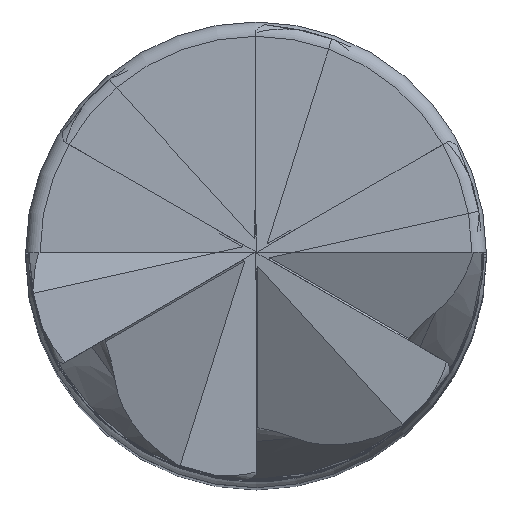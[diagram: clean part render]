
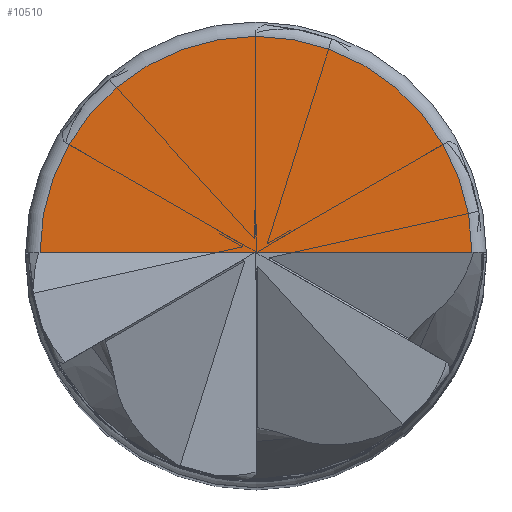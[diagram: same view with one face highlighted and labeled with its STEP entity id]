
A CAD part, top view. The second image highlights one B-rep face of the part: STEP entity #10510.
In plain terms, the highlighted planar face has unit normal (0, 0, 1).
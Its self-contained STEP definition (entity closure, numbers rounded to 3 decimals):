
#10373=DIRECTION('',(-1.,0.,0.));
#10374=VECTOR('',#10373,15.);
#10375=CARTESIAN_POINT('',(7.5,0.,150.));
#10376=LINE('',#10375,#10374);
#10377=CARTESIAN_POINT('',(0.,0.,150.));
#10378=DIRECTION('',(0.,0.,1.));
#10379=DIRECTION('',(1.,0.,0.));
#10380=AXIS2_PLACEMENT_3D('',#10377,#10378,#10379);
#10482=CARTESIAN_POINT('',(7.5,0.,150.));
#10483=CARTESIAN_POINT('',(-7.5,0.,150.));
#10484=VERTEX_POINT('',#10482);
#10485=VERTEX_POINT('',#10483);
#10499=CARTESIAN_POINT('',(0.,0.,150.));
#10500=DIRECTION('',(0.,0.,1.));
#10501=DIRECTION('',(-0.866,-0.5,0.));
#10502=AXIS2_PLACEMENT_3D('',#10499,#10500,#10501);
#10503=PLANE('',#10502);
#10505=ORIENTED_EDGE('',*,*,#10504,.T.);
#10507=ORIENTED_EDGE('',*,*,#10506,.F.);
#10508=EDGE_LOOP('',(#10505,#10507));
#10509=FACE_OUTER_BOUND('',#10508,.F.);
#10381=CIRCLE('',#10380,7.5);
#10504=EDGE_CURVE('',#10484,#10485,#10376,.T.);
#10506=EDGE_CURVE('',#10484,#10485,#10381,.T.);
#10510=ADVANCED_FACE('',(#10509),#10503,.T.);
